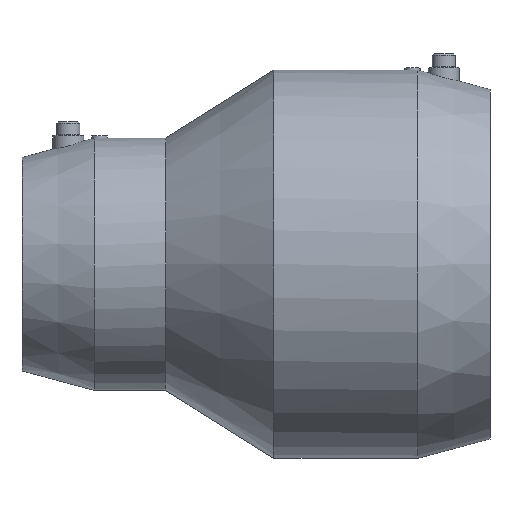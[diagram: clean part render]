
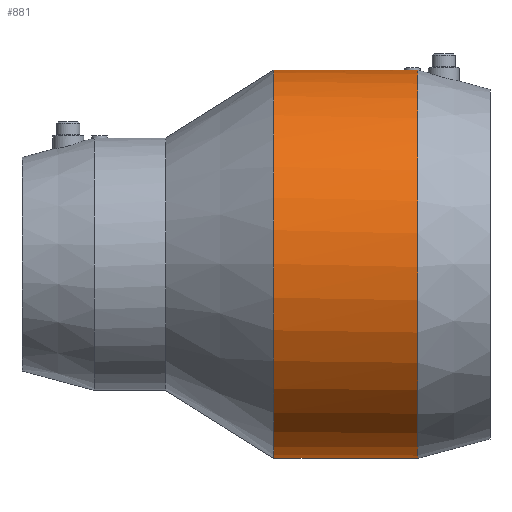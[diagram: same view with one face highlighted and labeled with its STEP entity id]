
A CAD part, top view. The second image highlights one B-rep face of the part: STEP entity #881.
In plain terms, the highlighted cylindrical face has radius 100 mm (diameter 200 mm), a partial arc.
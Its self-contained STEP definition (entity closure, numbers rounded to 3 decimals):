
#397 = VERTEX_POINT( '', #1018 );
#459 = VERTEX_POINT( '', #1089 );
#603 = EDGE_CURVE( '', #459, #887, #1248, .T. );
#645 = EDGE_CURVE( '', #715, #885, #1296, .T. );
#715 = VERTEX_POINT( '', #1373 );
#741 = EDGE_CURVE( '', #887, #397, #1403, .T. );
#793 = EDGE_CURVE( '', #397, #715, #1462, .T. );
#875 = EDGE_CURVE( '', #459, #885, #1556, .T. );
#881 = ADVANCED_FACE( '', ( #1564 ), #1565, .T. );
#885 = VERTEX_POINT( '', #1569 );
#887 = VERTEX_POINT( '', #1571 );
#1018 = CARTESIAN_POINT( '', ( 53.179, 99.952, 3.112 ) );
#1089 = CARTESIAN_POINT( '', ( -20.795, -100., 0. ) );
#1248 = LINE( '', #2260, #2261 );
#1296 = LINE( '', #2343, #2344 );
#1373 = CARTESIAN_POINT( '', ( 46.667, 100., 0. ) );
#1403 = CIRCLE( '', #2519, 100. );
#1462 = B_SPLINE_CURVE_WITH_KNOTS( '', 3, ( #2644, #2645, #2646, #2647, #2648, #2649, #2650, #2651, #2652, #2653, #2654, #2655, #2656, #2657, #2658, #2659, #2660, #2661, #2662, #2663, #2664, #2665, #2666, #2667, #2668, #2669, #2670, #2671, #2672, #2673, #2674, #2675, #2676, #2677, #2678, #2679, #2680, #2681, #2682, #2683, #2684, #2685, #2686, #2687, #2688, #2689, #2690, #2691, #2692, #2693, #2694 ), .UNSPECIFIED., .F., .F., ( 4, 2, 2, 2, 2, 2, 2, 2, 2, 2, 2, 2, 2, 2, 2, 2, 2, 2, 2, 2, 3, 2, 2, 2, 4 ), ( -14.652, -14.316, -13.562, -12.809, -12.055, -11.302, -10.548, -9.795, -9.042, -8.288, -7.535, -6.781, -6.028, -5.274, -4.521, -3.767, -3.014, -2.26, -1.507, -0.753, 0., 0.753, 1.507, 2.26, 2.596 ), .UNSPECIFIED. );
#1556 = CIRCLE( '', #2837, 100. );
#1564 = FACE_OUTER_BOUND( '', #2847, .T. );
#1565 = CYLINDRICAL_SURFACE( '', #2848, 100. );
#1569 = CARTESIAN_POINT( '', ( -20.795, 100., 0. ) );
#1571 = CARTESIAN_POINT( '', ( 53.179, -100., 0. ) );
#2260 = CARTESIAN_POINT( '', ( 16.192, -100., 0. ) );
#2261 = VECTOR( '', #3274, 1. );
#2343 = CARTESIAN_POINT( '', ( 16.192, 100., 0. ) );
#2344 = VECTOR( '', #3336, 1. );
#2519 = AXIS2_PLACEMENT_3D( '', #3481, #3482, #3483 );
#2644 = CARTESIAN_POINT( '', ( 53.179, 99.952, 3.112 ) );
#2645 = CARTESIAN_POINT( '', ( 53.09, 99.949, 3.185 ) );
#2646 = CARTESIAN_POINT( '', ( 52.996, 99.947, 3.254 ) );
#2647 = CARTESIAN_POINT( '', ( 52.68, 99.94, 3.466 ) );
#2648 = CARTESIAN_POINT( '', ( 52.444, 99.935, 3.593 ) );
#2649 = CARTESIAN_POINT( '', ( 51.951, 99.928, 3.798 ) );
#2650 = CARTESIAN_POINT( '', ( 51.694, 99.925, 3.875 ) );
#2651 = CARTESIAN_POINT( '', ( 51.178, 99.921, 3.976 ) );
#2652 = CARTESIAN_POINT( '', ( 50.918, 99.92, 4. ) );
#2653 = CARTESIAN_POINT( '', ( 50.416, 99.92, 4. ) );
#2654 = CARTESIAN_POINT( '', ( 50.156, 99.921, 3.976 ) );
#2655 = CARTESIAN_POINT( '', ( 49.639, 99.925, 3.875 ) );
#2656 = CARTESIAN_POINT( '', ( 49.382, 99.928, 3.798 ) );
#2657 = CARTESIAN_POINT( '', ( 48.889, 99.935, 3.593 ) );
#2658 = CARTESIAN_POINT( '', ( 48.653, 99.94, 3.466 ) );
#2659 = CARTESIAN_POINT( '', ( 48.216, 99.95, 3.173 ) );
#2660 = CARTESIAN_POINT( '', ( 48.016, 99.955, 3.006 ) );
#2661 = CARTESIAN_POINT( '', ( 47.661, 99.965, 2.651 ) );
#2662 = CARTESIAN_POINT( '', ( 47.494, 99.97, 2.45 ) );
#2663 = CARTESIAN_POINT( '', ( 47.2, 99.98, 2.013 ) );
#2664 = CARTESIAN_POINT( '', ( 47.073, 99.985, 1.777 ) );
#2665 = CARTESIAN_POINT( '', ( 46.869, 99.992, 1.284 ) );
#2666 = CARTESIAN_POINT( '', ( 46.792, 99.995, 1.028 ) );
#2667 = CARTESIAN_POINT( '', ( 46.691, 99.999, 0.511 ) );
#2668 = CARTESIAN_POINT( '', ( 46.667, 100., 0.251 ) );
#2669 = CARTESIAN_POINT( '', ( 46.667, 100., -0.251 ) );
#2670 = CARTESIAN_POINT( '', ( 46.691, 99.999, -0.511 ) );
#2671 = CARTESIAN_POINT( '', ( 46.792, 99.995, -1.028 ) );
#2672 = CARTESIAN_POINT( '', ( 46.869, 99.992, -1.284 ) );
#2673 = CARTESIAN_POINT( '', ( 47.073, 99.985, -1.777 ) );
#2674 = CARTESIAN_POINT( '', ( 47.2, 99.98, -2.013 ) );
#2675 = CARTESIAN_POINT( '', ( 47.494, 99.97, -2.45 ) );
#2676 = CARTESIAN_POINT( '', ( 47.661, 99.965, -2.651 ) );
#2677 = CARTESIAN_POINT( '', ( 48.016, 99.955, -3.006 ) );
#2678 = CARTESIAN_POINT( '', ( 48.216, 99.95, -3.173 ) );
#2679 = CARTESIAN_POINT( '', ( 48.653, 99.94, -3.466 ) );
#2680 = CARTESIAN_POINT( '', ( 48.889, 99.935, -3.593 ) );
#2681 = CARTESIAN_POINT( '', ( 49.382, 99.928, -3.798 ) );
#2682 = CARTESIAN_POINT( '', ( 49.639, 99.925, -3.875 ) );
#2683 = CARTESIAN_POINT( '', ( 50.156, 99.921, -3.976 ) );
#2684 = CARTESIAN_POINT( '', ( 50.416, 99.92, -4. ) );
#2685 = CARTESIAN_POINT( '', ( 50.667, 99.92, -4. ) );
#2686 = CARTESIAN_POINT( '', ( 50.918, 99.92, -4. ) );
#2687 = CARTESIAN_POINT( '', ( 51.178, 99.921, -3.976 ) );
#2688 = CARTESIAN_POINT( '', ( 51.694, 99.925, -3.875 ) );
#2689 = CARTESIAN_POINT( '', ( 51.951, 99.928, -3.798 ) );
#2690 = CARTESIAN_POINT( '', ( 52.444, 99.935, -3.593 ) );
#2691 = CARTESIAN_POINT( '', ( 52.68, 99.94, -3.466 ) );
#2692 = CARTESIAN_POINT( '', ( 52.996, 99.947, -3.254 ) );
#2693 = CARTESIAN_POINT( '', ( 53.09, 99.949, -3.185 ) );
#2694 = CARTESIAN_POINT( '', ( 53.179, 99.952, -3.112 ) );
#2837 = AXIS2_PLACEMENT_3D( '', #3673, #3674, #3675 );
#2847 = EDGE_LOOP( '', ( #3686, #3687, #3688, #3689, #3690 ) );
#2848 = AXIS2_PLACEMENT_3D( '', #3691, #3692, #3693 );
#3274 = DIRECTION( '', ( 1., 0., 0. ) );
#3336 = DIRECTION( '', ( -1., 0., 0. ) );
#3481 = CARTESIAN_POINT( '', ( 53.179, 0., 0. ) );
#3482 = DIRECTION( '', ( -1., 0., 0. ) );
#3483 = DIRECTION( '', ( 0., 1., 0. ) );
#3673 = CARTESIAN_POINT( '', ( -20.795, 0., 0. ) );
#3674 = DIRECTION( '', ( -1., 0., 0. ) );
#3675 = DIRECTION( '', ( 0., 1., 0. ) );
#3686 = ORIENTED_EDGE( '', *, *, #645, .T. );
#3687 = ORIENTED_EDGE( '', *, *, #875, .F. );
#3688 = ORIENTED_EDGE( '', *, *, #603, .T. );
#3689 = ORIENTED_EDGE( '', *, *, #741, .T. );
#3690 = ORIENTED_EDGE( '', *, *, #793, .T. );
#3691 = CARTESIAN_POINT( '', ( 16.192, 0., 0. ) );
#3692 = DIRECTION( '', ( 1., 0., 0. ) );
#3693 = DIRECTION( '', ( 0., 1., 0. ) );
